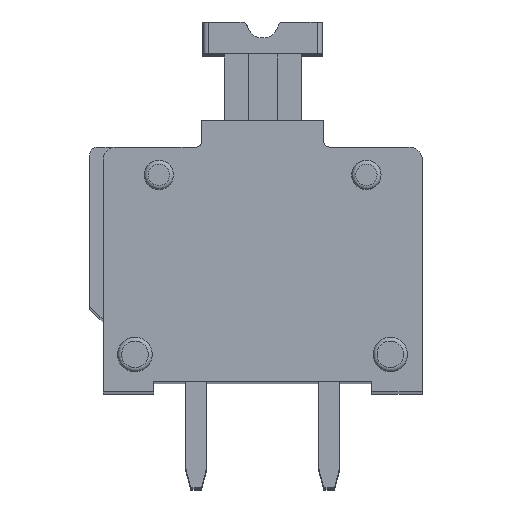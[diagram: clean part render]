
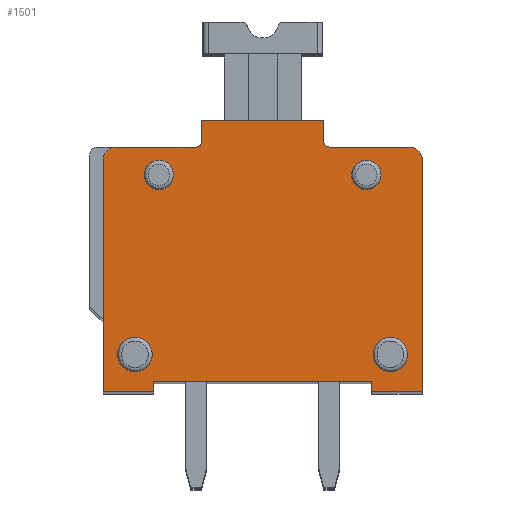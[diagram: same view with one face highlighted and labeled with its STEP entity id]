
A CAD part, top view. The second image highlights one B-rep face of the part: STEP entity #1501.
In plain terms, the highlighted planar face has unit normal (0, 0, 1).
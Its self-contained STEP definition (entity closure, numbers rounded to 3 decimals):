
#1501 = ADVANCED_FACE( '', ( #3698, #3699, #3700, #3701, #3702 ), #3703, .T. );
#3698 = FACE_OUTER_BOUND( '', #6626, .T. );
#3699 = FACE_BOUND( '', #6627, .T. );
#3700 = FACE_BOUND( '', #6628, .T. );
#3701 = FACE_BOUND( '', #6629, .T. );
#3702 = FACE_BOUND( '', #6630, .T. );
#3703 = PLANE( '', #6631 );
#6626 = EDGE_LOOP( '', ( #11128, #11129, #11130, #11131, #11132, #11133, #11134, #11135, #11136, #11137, #11138, #11139, #11140, #11141, #11142, #11143 ) );
#6627 = EDGE_LOOP( '', ( #11144 ) );
#6628 = EDGE_LOOP( '', ( #11145 ) );
#6629 = EDGE_LOOP( '', ( #11146 ) );
#6630 = EDGE_LOOP( '', ( #11147 ) );
#6631 = AXIS2_PLACEMENT_3D( '', #11148, #11149, #11150 );
#11128 = ORIENTED_EDGE( '', *, *, #18898, .T. );
#11129 = ORIENTED_EDGE( '', *, *, #18899, .T. );
#11130 = ORIENTED_EDGE( '', *, *, #18393, .F. );
#11131 = ORIENTED_EDGE( '', *, *, #18736, .F. );
#11132 = ORIENTED_EDGE( '', *, *, #18172, .F. );
#11133 = ORIENTED_EDGE( '', *, *, #17657, .T. );
#11134 = ORIENTED_EDGE( '', *, *, #18844, .F. );
#11135 = ORIENTED_EDGE( '', *, *, #18900, .F. );
#11136 = ORIENTED_EDGE( '', *, *, #18901, .T. );
#11137 = ORIENTED_EDGE( '', *, *, #18902, .T. );
#11138 = ORIENTED_EDGE( '', *, *, #18165, .T. );
#11139 = ORIENTED_EDGE( '', *, *, #18637, .T. );
#11140 = ORIENTED_EDGE( '', *, *, #18903, .T. );
#11141 = ORIENTED_EDGE( '', *, *, #18904, .F. );
#11142 = ORIENTED_EDGE( '', *, *, #18734, .T. );
#11143 = ORIENTED_EDGE( '', *, *, #18905, .F. );
#11144 = ORIENTED_EDGE( '', *, *, #18906, .F. );
#11145 = ORIENTED_EDGE( '', *, *, #18907, .F. );
#11146 = ORIENTED_EDGE( '', *, *, #18908, .F. );
#11147 = ORIENTED_EDGE( '', *, *, #18909, .F. );
#11148 = CARTESIAN_POINT( '', ( 5.954, 7.756, 3.54 ) );
#11149 = DIRECTION( '', ( 0., 0., 1. ) );
#11150 = DIRECTION( '', ( 1., 0., 0. ) );
#17657 = EDGE_CURVE( '', #21227, #21225, #21228, .T. );
#18165 = EDGE_CURVE( '', #22115, #22113, #22116, .T. );
#18172 = EDGE_CURVE( '', #21227, #22125, #22126, .T. );
#18393 = EDGE_CURVE( '', #22503, #22505, #22506, .T. );
#18637 = EDGE_CURVE( '', #22113, #22918, #22920, .T. );
#18734 = EDGE_CURVE( '', #23072, #23076, #23078, .T. );
#18736 = EDGE_CURVE( '', #22125, #22503, #23080, .T. );
#18844 = EDGE_CURVE( '', #23243, #21225, #23245, .T. );
#18898 = EDGE_CURVE( '', #23330, #23331, #23332, .T. );
#18899 = EDGE_CURVE( '', #23331, #22505, #23333, .T. );
#18900 = EDGE_CURVE( '', #23334, #23243, #23335, .T. );
#18901 = EDGE_CURVE( '', #23334, #23336, #23337, .T. );
#18902 = EDGE_CURVE( '', #23336, #22115, #23338, .T. );
#18903 = EDGE_CURVE( '', #22918, #23339, #23340, .T. );
#18904 = EDGE_CURVE( '', #23072, #23339, #23341, .T. );
#18905 = EDGE_CURVE( '', #23330, #23076, #23342, .T. );
#18906 = EDGE_CURVE( '', #23343, #23343, #23344, .T. );
#18907 = EDGE_CURVE( '', #23345, #23345, #23346, .T. );
#18908 = EDGE_CURVE( '', #23347, #23347, #23348, .T. );
#18909 = EDGE_CURVE( '', #23349, #23349, #23350, .T. );
#21225 = VERTEX_POINT( '', #26458 );
#21227 = VERTEX_POINT( '', #26461 );
#21228 = LINE( '', #26462, #26463 );
#22113 = VERTEX_POINT( '', #27830 );
#22115 = VERTEX_POINT( '', #27833 );
#22116 = LINE( '', #27834, #27835 );
#22125 = VERTEX_POINT( '', #27848 );
#22126 = LINE( '', #27849, #27850 );
#22503 = VERTEX_POINT( '', #28490 );
#22505 = VERTEX_POINT( '', #28493 );
#22506 = LINE( '', #28494, #28495 );
#22918 = VERTEX_POINT( '', #29143 );
#22920 = LINE( '', #29146, #29147 );
#23072 = VERTEX_POINT( '', #29375 );
#23076 = VERTEX_POINT( '', #29381 );
#23078 = LINE( '', #29384, #29385 );
#23080 = LINE( '', #29387, #29388 );
#23243 = VERTEX_POINT( '', #29645 );
#23245 = LINE( '', #29648, #29649 );
#23330 = VERTEX_POINT( '', #29765 );
#23331 = VERTEX_POINT( '', #29766 );
#23332 = LINE( '', #29767, #29768 );
#23333 = LINE( '', #29769, #29770 );
#23334 = VERTEX_POINT( '', #29771 );
#23335 = CIRCLE( '', #29772, 0.5 );
#23336 = VERTEX_POINT( '', #29773 );
#23337 = LINE( '', #29774, #29775 );
#23338 = CIRCLE( '', #29776, 0.2 );
#23339 = VERTEX_POINT( '', #29777 );
#23340 = LINE( '', #29778, #29779 );
#23341 = CIRCLE( '', #29780, 0.2 );
#23342 = CIRCLE( '', #29781, 0.5 );
#23343 = VERTEX_POINT( '', #29782 );
#23344 = CIRCLE( '', #29783, 0.65 );
#23345 = VERTEX_POINT( '', #29784 );
#23346 = CIRCLE( '', #29785, 0.55 );
#23347 = VERTEX_POINT( '', #29786 );
#23348 = CIRCLE( '', #29787, 0.65 );
#23349 = VERTEX_POINT( '', #29788 );
#23350 = CIRCLE( '', #29789, 0.55 );
#26458 = CARTESIAN_POINT( '', ( 12., 0., 3.54 ) );
#26461 = CARTESIAN_POINT( '', ( 10.1, 0., 3.54 ) );
#26462 = CARTESIAN_POINT( '', ( 7.771, 0., 3.54 ) );
#26463 = VECTOR( '', #33729, 1000. );
#27830 = CARTESIAN_POINT( '', ( 8.3, 10.2, 3.54 ) );
#27833 = CARTESIAN_POINT( '', ( 8.3, 9.4, 3.54 ) );
#27834 = CARTESIAN_POINT( '', ( 8.3, 7.285, 3.54 ) );
#27835 = VECTOR( '', #34258, 1000. );
#27848 = CARTESIAN_POINT( '', ( 10.1, 0.4, 3.54 ) );
#27849 = CARTESIAN_POINT( '', ( 10.1, 7.285, 3.54 ) );
#27850 = VECTOR( '', #34263, 1000. );
#28490 = CARTESIAN_POINT( '', ( 1.9, 0.4, 3.54 ) );
#28493 = CARTESIAN_POINT( '', ( 1.9, 0., 3.54 ) );
#28494 = CARTESIAN_POINT( '', ( 1.9, 7.285, 3.54 ) );
#28495 = VECTOR( '', #34483, 1000. );
#29143 = CARTESIAN_POINT( '', ( 3.7, 10.2, 3.54 ) );
#29146 = CARTESIAN_POINT( '', ( 7.771, 10.2, 3.54 ) );
#29147 = VECTOR( '', #34715, 1000. );
#29375 = CARTESIAN_POINT( '', ( 3.5, 9.2, 3.54 ) );
#29381 = CARTESIAN_POINT( '', ( 0.5, 9.2, 3.54 ) );
#29384 = CARTESIAN_POINT( '', ( 7.771, 9.2, 3.54 ) );
#29385 = VECTOR( '', #34819, 1000. );
#29387 = CARTESIAN_POINT( '', ( 7.771, 0.4, 3.54 ) );
#29388 = VECTOR( '', #34820, 1000. );
#29645 = CARTESIAN_POINT( '', ( 12., 8.7, 3.54 ) );
#29648 = CARTESIAN_POINT( '', ( 12., 7.285, 3.54 ) );
#29649 = VECTOR( '', #34916, 1000. );
#29765 = CARTESIAN_POINT( '', ( 0., 8.7, 3.54 ) );
#29766 = CARTESIAN_POINT( '', ( 0., 0., 3.54 ) );
#29767 = CARTESIAN_POINT( '', ( 0., 7.285, 3.54 ) );
#29768 = VECTOR( '', #34975, 1000. );
#29769 = CARTESIAN_POINT( '', ( 7.771, 0., 3.54 ) );
#29770 = VECTOR( '', #34976, 1000. );
#29771 = CARTESIAN_POINT( '', ( 11.5, 9.2, 3.54 ) );
#29772 = AXIS2_PLACEMENT_3D( '', #34977, #34978, #34979 );
#29773 = CARTESIAN_POINT( '', ( 8.5, 9.2, 3.54 ) );
#29774 = CARTESIAN_POINT( '', ( 7.771, 9.2, 3.54 ) );
#29775 = VECTOR( '', #34980, 1000. );
#29776 = AXIS2_PLACEMENT_3D( '', #34981, #34982, #34983 );
#29777 = CARTESIAN_POINT( '', ( 3.7, 9.4, 3.54 ) );
#29778 = CARTESIAN_POINT( '', ( 3.7, 7.285, 3.54 ) );
#29779 = VECTOR( '', #34984, 1000. );
#29780 = AXIS2_PLACEMENT_3D( '', #34985, #34986, #34987 );
#29781 = AXIS2_PLACEMENT_3D( '', #34988, #34989, #34990 );
#29782 = CARTESIAN_POINT( '', ( 11.45, 1.4, 3.54 ) );
#29783 = AXIS2_PLACEMENT_3D( '', #34991, #34992, #34993 );
#29784 = CARTESIAN_POINT( '', ( 10.45, 8.15, 3.54 ) );
#29785 = AXIS2_PLACEMENT_3D( '', #34994, #34995, #34996 );
#29786 = CARTESIAN_POINT( '', ( 1.85, 1.4, 3.54 ) );
#29787 = AXIS2_PLACEMENT_3D( '', #34997, #34998, #34999 );
#29788 = CARTESIAN_POINT( '', ( 2.65, 8.15, 3.54 ) );
#29789 = AXIS2_PLACEMENT_3D( '', #35000, #35001, #35002 );
#33729 = DIRECTION( '', ( 1., 0., 0. ) );
#34258 = DIRECTION( '', ( 0., 1., 0. ) );
#34263 = DIRECTION( '', ( 0., 1., 0. ) );
#34483 = DIRECTION( '', ( 0., -1., 0. ) );
#34715 = DIRECTION( '', ( -1., 0., 0. ) );
#34819 = DIRECTION( '', ( -1., 0., 0. ) );
#34820 = DIRECTION( '', ( -1., 0., 0. ) );
#34916 = DIRECTION( '', ( 0., -1., 0. ) );
#34975 = DIRECTION( '', ( 0., -1., 0. ) );
#34976 = DIRECTION( '', ( 1., 0., 0. ) );
#34977 = CARTESIAN_POINT( '', ( 11.5, 8.7, 3.54 ) );
#34978 = DIRECTION( '', ( 0., 0., -1. ) );
#34979 = DIRECTION( '', ( -1., 0., 0. ) );
#34980 = DIRECTION( '', ( -1., 0., 0. ) );
#34981 = CARTESIAN_POINT( '', ( 8.5, 9.4, 3.54 ) );
#34982 = DIRECTION( '', ( 0., 0., -1. ) );
#34983 = DIRECTION( '', ( -1., 0., 0. ) );
#34984 = DIRECTION( '', ( 0., -1., 0. ) );
#34985 = CARTESIAN_POINT( '', ( 3.5, 9.4, 3.54 ) );
#34986 = DIRECTION( '', ( 0., 0., 1. ) );
#34987 = DIRECTION( '', ( 1., 0., 0. ) );
#34988 = CARTESIAN_POINT( '', ( 0.5, 8.7, 3.54 ) );
#34989 = DIRECTION( '', ( 0., 0., -1. ) );
#34990 = DIRECTION( '', ( -1., 0., 0. ) );
#34991 = CARTESIAN_POINT( '', ( 10.8, 1.4, 3.54 ) );
#34992 = DIRECTION( '', ( 0., 0., 1. ) );
#34993 = DIRECTION( '', ( 1., 0., 0. ) );
#34994 = CARTESIAN_POINT( '', ( 9.9, 8.15, 3.54 ) );
#34995 = DIRECTION( '', ( 0., 0., 1. ) );
#34996 = DIRECTION( '', ( 1., 0., 0. ) );
#34997 = CARTESIAN_POINT( '', ( 1.2, 1.4, 3.54 ) );
#34998 = DIRECTION( '', ( 0., 0., 1. ) );
#34999 = DIRECTION( '', ( 1., 0., 0. ) );
#35000 = CARTESIAN_POINT( '', ( 2.1, 8.15, 3.54 ) );
#35001 = DIRECTION( '', ( 0., 0., 1. ) );
#35002 = DIRECTION( '', ( 1., 0., 0. ) );
